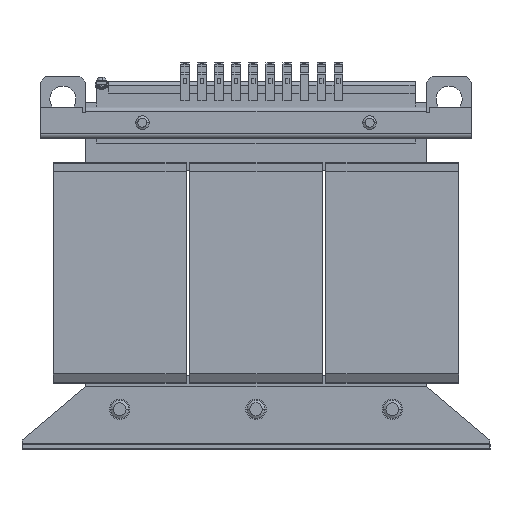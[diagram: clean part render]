
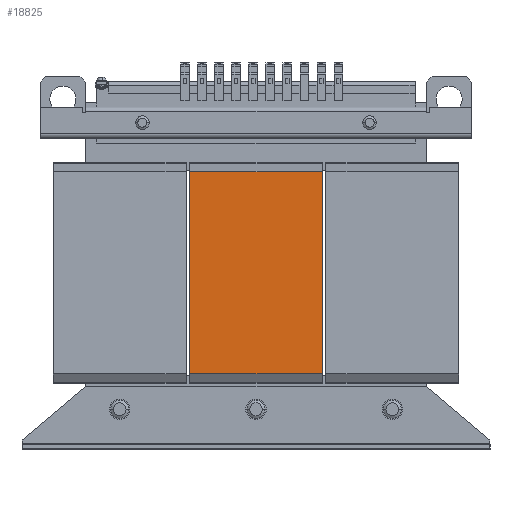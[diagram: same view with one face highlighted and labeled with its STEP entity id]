
A CAD part, top view. The second image highlights one B-rep face of the part: STEP entity #18825.
In plain terms, the highlighted planar face has unit normal (0, 0, 1).
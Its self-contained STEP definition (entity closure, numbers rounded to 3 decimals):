
#892 = CARTESIAN_POINT ( 'NONE',  ( -58.5, -89., 66. ) ) ;
#1037 = EDGE_CURVE ( 'Defeature ausgef�hrt5_59+Defeature ausgef�hrt5_69+Defeature ausgef�hrt5_58+Defeature ausgef�hrt5_60', #18955, #11141, #16777, .T. ) ;
#2419 = DIRECTION ( 'NONE',  ( 0., -1., 0. ) ) ;
#3966 = AXIS2_PLACEMENT_3D ( 'NONE', #9436, #16361, #24982 ) ;
#6567 = VECTOR ( 'NONE', #2419, 1000. ) ;
#7681 = ORIENTED_EDGE ( 'NONE', *, *, #19179, .F. ) ;
#9436 = CARTESIAN_POINT ( 'NONE',  ( 58.5, 0., 66. ) ) ;
#11141 = VERTEX_POINT ( 'NONE', #892 ) ;
#11394 = VERTEX_POINT ( 'NONE', #27124 ) ;
#12082 = CARTESIAN_POINT ( 'NONE',  ( 58.5, 0., 66. ) ) ;
#13369 = VERTEX_POINT ( 'NONE', #19842 ) ;
#13764 = CARTESIAN_POINT ( 'NONE',  ( -58.5, 0., 66. ) ) ;
#14930 = DIRECTION ( 'NONE',  ( -1., 0., 0. ) ) ;
#15462 = DIRECTION ( 'NONE',  ( -1., 0., 0. ) ) ;
#16066 = LINE ( 'NONE', #21090, #26653 ) ;
#16361 = DIRECTION ( 'NONE',  ( 0., 0., -1. ) ) ;
#16777 = LINE ( 'NONE', #13764, #6567 ) ;
#18825 = ADVANCED_FACE ( 'Defeature ausgef�hrt5_59', ( #21614 ), #20733, .F. ) ;
#18955 = VERTEX_POINT ( 'NONE', #23191 ) ;
#19179 = EDGE_CURVE ( 'Defeature ausgef�hrt5_60+Defeature ausgef�hrt5_59+Defeature ausgef�hrt5_68+Defeature ausgef�hrt5_69', #13369, #11141, #24448, .T. ) ;
#19842 = CARTESIAN_POINT ( 'NONE',  ( 58.5, -89., 66. ) ) ;
#20605 = EDGE_CURVE ( 'Defeature ausgef�hrt5_59+Defeature ausgef�hrt5_58+Defeature ausgef�hrt5_68+Defeature ausgef�hrt5_69', #11394, #18955, #16066, .T. ) ;
#20733 = PLANE ( 'NONE',  #3966 ) ;
#21090 = CARTESIAN_POINT ( 'NONE',  ( 58.5, 89., 66. ) ) ;
#21107 = ORIENTED_EDGE ( 'NONE', *, *, #1037, .T. ) ;
#21475 = EDGE_LOOP ( 'NONE', ( #21107, #7681, #28990, #24997 ) ) ;
#21614 = FACE_OUTER_BOUND ( 'NONE', #21475, .T. ) ;
#22987 = LINE ( 'NONE', #12082, #26810 ) ;
#23191 = CARTESIAN_POINT ( 'NONE',  ( -58.5, 89., 66. ) ) ;
#24261 = CARTESIAN_POINT ( 'NONE',  ( 58.5, -89., 66. ) ) ;
#24448 = LINE ( 'NONE', #24261, #29018 ) ;
#24982 = DIRECTION ( 'NONE',  ( -1., 0., 0. ) ) ;
#24997 = ORIENTED_EDGE ( 'NONE', *, *, #20605, .T. ) ;
#25529 = DIRECTION ( 'NONE',  ( 0., -1., 0. ) ) ;
#26653 = VECTOR ( 'NONE', #14930, 1000. ) ;
#26810 = VECTOR ( 'NONE', #25529, 1000. ) ;
#27124 = CARTESIAN_POINT ( 'NONE',  ( 58.5, 89., 66. ) ) ;
#28956 = EDGE_CURVE ( 'Defeature ausgef�hrt5_68+Defeature ausgef�hrt5_59+Defeature ausgef�hrt5_58+Defeature ausgef�hrt5_60', #11394, #13369, #22987, .T. ) ;
#28990 = ORIENTED_EDGE ( 'NONE', *, *, #28956, .F. ) ;
#29018 = VECTOR ( 'NONE', #15462, 1000. ) ;
